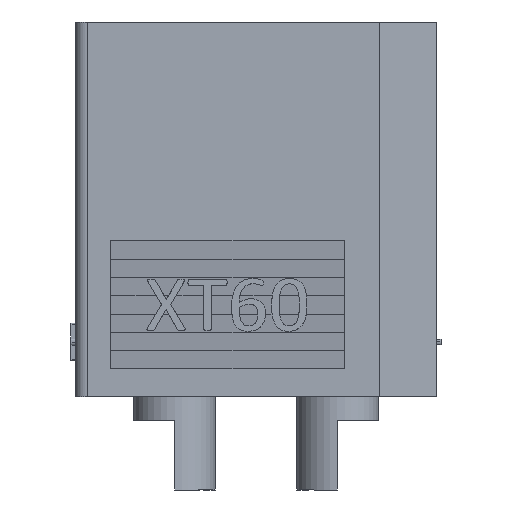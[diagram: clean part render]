
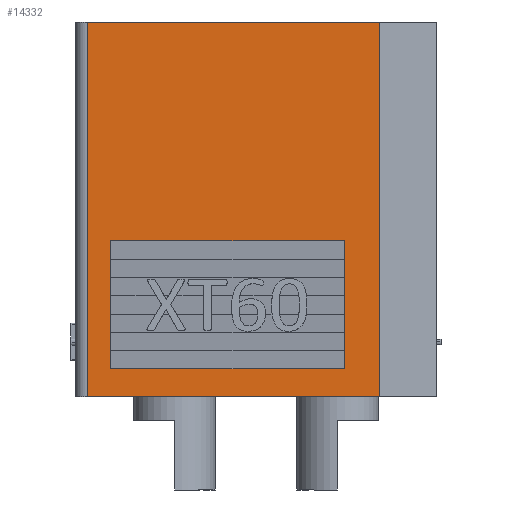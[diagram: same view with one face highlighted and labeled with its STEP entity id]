
A CAD part, front view. The second image highlights one B-rep face of the part: STEP entity #14332.
In plain terms, the highlighted planar face has unit normal (0, -1, 0).
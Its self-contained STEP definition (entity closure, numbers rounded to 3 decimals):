
#93 = CARTESIAN_POINT ( 'NONE',  ( -6.25, -3.95, 1.2 ) ) ;
#137 = LINE ( 'NONE', #4593, #239 ) ;
#239 = VECTOR ( 'NONE', #11069, 1000. ) ;
#469 = LINE ( 'NONE', #11546, #10641 ) ;
#556 = CARTESIAN_POINT ( 'NONE',  ( -7.25, -3.95, 16.1 ) ) ;
#757 = VERTEX_POINT ( 'NONE', #556 ) ;
#895 = CARTESIAN_POINT ( 'NONE',  ( 3.8, -3.95, 6.7 ) ) ;
#1094 = EDGE_CURVE ( 'NONE', #2112, #12008, #469, .T. ) ;
#1139 = DIRECTION ( 'NONE',  ( -1., 0., 0. ) ) ;
#1441 = EDGE_LOOP ( 'NONE', ( #13174, #3859, #4470, #2942 ) ) ;
#1635 = VERTEX_POINT ( 'NONE', #9222 ) ;
#2094 = VECTOR ( 'NONE', #1139, 1000. ) ;
#2112 = VERTEX_POINT ( 'NONE', #11229 ) ;
#2368 = ORIENTED_EDGE ( 'NONE', *, *, #3861, .F. ) ;
#2641 = DIRECTION ( 'NONE',  ( 0., 0., -1. ) ) ;
#2723 = EDGE_CURVE ( 'NONE', #6773, #10056, #12546, .T. ) ;
#2942 = ORIENTED_EDGE ( 'NONE', *, *, #1094, .F. ) ;
#3189 = LINE ( 'NONE', #8721, #11659 ) ;
#3659 = CARTESIAN_POINT ( 'NONE',  ( -7.75, -3.95, 16.1 ) ) ;
#3701 = VERTEX_POINT ( 'NONE', #93 ) ;
#3717 = DIRECTION ( 'NONE',  ( 0., 0., 1. ) ) ;
#3859 = ORIENTED_EDGE ( 'NONE', *, *, #5626, .T. ) ;
#3861 = EDGE_CURVE ( 'NONE', #1635, #3701, #10577, .T. ) ;
#3950 = DIRECTION ( 'NONE',  ( 0., 0., 1. ) ) ;
#4362 = LINE ( 'NONE', #9872, #2094 ) ;
#4470 = ORIENTED_EDGE ( 'NONE', *, *, #5705, .T. ) ;
#4593 = CARTESIAN_POINT ( 'NONE',  ( -6.25, -3.95, 1.2 ) ) ;
#4656 = EDGE_CURVE ( 'NONE', #10056, #1635, #4362, .T. ) ;
#4811 = EDGE_CURVE ( 'NONE', #757, #2112, #11707, .T. ) ;
#5248 = EDGE_CURVE ( 'NONE', #3701, #6773, #137, .T. ) ;
#5626 = EDGE_CURVE ( 'NONE', #757, #6323, #3189, .T. ) ;
#5705 = EDGE_CURVE ( 'NONE', #6323, #12008, #5956, .T. ) ;
#5737 = CARTESIAN_POINT ( 'NONE',  ( -7.75, -3.95, 0. ) ) ;
#5956 = LINE ( 'NONE', #5737, #11889 ) ;
#6323 = VERTEX_POINT ( 'NONE', #6409 ) ;
#6409 = CARTESIAN_POINT ( 'NONE',  ( -7.25, -3.95, 0. ) ) ;
#6773 = VERTEX_POINT ( 'NONE', #13538 ) ;
#8099 = DIRECTION ( 'NONE',  ( 0., 1., 0. ) ) ;
#8256 = DIRECTION ( 'NONE',  ( 0., 0., -1. ) ) ;
#8342 = DIRECTION ( 'NONE',  ( 1., 0., 0. ) ) ;
#8721 = CARTESIAN_POINT ( 'NONE',  ( -7.25, -3.95, 0. ) ) ;
#9002 = DIRECTION ( 'NONE',  ( 0., 0., -1. ) ) ;
#9184 = FACE_BOUND ( 'NONE', #12712, .T. ) ;
#9222 = CARTESIAN_POINT ( 'NONE',  ( -6.25, -3.95, 6.7 ) ) ;
#9240 = CARTESIAN_POINT ( 'NONE',  ( 3.8, -3.95, 1.2 ) ) ;
#9269 = CARTESIAN_POINT ( 'NONE',  ( -6.25, -3.95, 1.2 ) ) ;
#9872 = CARTESIAN_POINT ( 'NONE',  ( -6.25, -3.95, 6.7 ) ) ;
#10056 = VERTEX_POINT ( 'NONE', #895 ) ;
#10577 = LINE ( 'NONE', #9269, #12795 ) ;
#10641 = VECTOR ( 'NONE', #8256, 1000. ) ;
#10858 = AXIS2_PLACEMENT_3D ( 'NONE', #3659, #8099, #3950 ) ;
#10939 = VECTOR ( 'NONE', #8342, 1000. ) ;
#11069 = DIRECTION ( 'NONE',  ( 1., 0., 0. ) ) ;
#11229 = CARTESIAN_POINT ( 'NONE',  ( 5.3, -3.95, 16.1 ) ) ;
#11292 = ORIENTED_EDGE ( 'NONE', *, *, #5248, .F. ) ;
#11357 = ORIENTED_EDGE ( 'NONE', *, *, #4656, .F. ) ;
#11546 = CARTESIAN_POINT ( 'NONE',  ( 5.3, -3.95, 16.1 ) ) ;
#11659 = VECTOR ( 'NONE', #9002, 1000. ) ;
#11684 = ORIENTED_EDGE ( 'NONE', *, *, #2723, .F. ) ;
#11707 = LINE ( 'NONE', #11855, #10939 ) ;
#11855 = CARTESIAN_POINT ( 'NONE',  ( -7.75, -3.95, 16.1 ) ) ;
#11889 = VECTOR ( 'NONE', #12593, 1000. ) ;
#12008 = VERTEX_POINT ( 'NONE', #14267 ) ;
#12546 = LINE ( 'NONE', #9240, #12778 ) ;
#12593 = DIRECTION ( 'NONE',  ( 1., 0., 0. ) ) ;
#12629 = FACE_OUTER_BOUND ( 'NONE', #1441, .T. ) ;
#12712 = EDGE_LOOP ( 'NONE', ( #11292, #2368, #11357, #11684 ) ) ;
#12778 = VECTOR ( 'NONE', #3717, 1000. ) ;
#12795 = VECTOR ( 'NONE', #2641, 1000. ) ;
#13174 = ORIENTED_EDGE ( 'NONE', *, *, #4811, .F. ) ;
#13538 = CARTESIAN_POINT ( 'NONE',  ( 3.8, -3.95, 1.2 ) ) ;
#13661 = PLANE ( 'NONE',  #10858 ) ;
#14267 = CARTESIAN_POINT ( 'NONE',  ( 5.3, -3.95, 0. ) ) ;
#14332 = ADVANCED_FACE ( 'NONE', ( #9184, #12629 ), #13661, .F. ) ;
